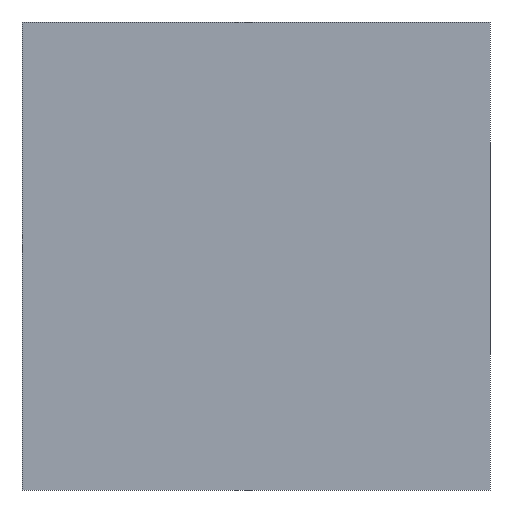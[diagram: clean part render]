
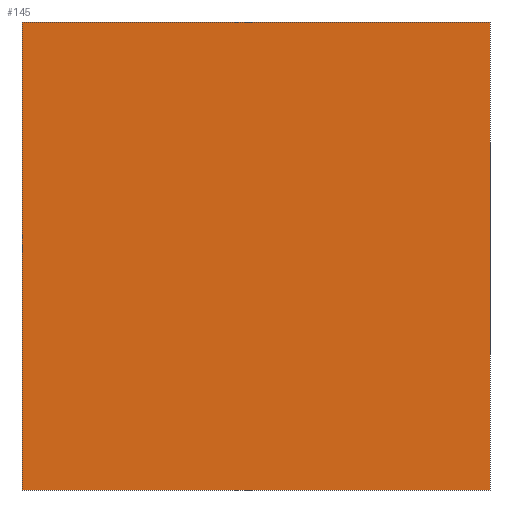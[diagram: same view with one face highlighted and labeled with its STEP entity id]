
A CAD part, left-side view. The second image highlights one B-rep face of the part: STEP entity #145.
In plain terms, the highlighted planar face has unit normal (-1, 0, 0).
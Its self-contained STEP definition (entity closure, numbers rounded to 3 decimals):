
#21 = EDGE_CURVE('',#22,#24,#26,.T.);
#22 = VERTEX_POINT('',#23);
#23 = CARTESIAN_POINT('',(-6.25,6.25,0.));
#24 = VERTEX_POINT('',#25);
#25 = CARTESIAN_POINT('',(-6.25,6.25,12.5));
#26 = LINE('',#27,#28);
#27 = CARTESIAN_POINT('',(-6.25,6.25,0.));
#28 = VECTOR('',#29,1.);
#29 = DIRECTION('',(0.,0.,1.));
#145 = ADVANCED_FACE('',(#146),#171,.T.);
#146 = FACE_BOUND('',#147,.T.);
#147 = EDGE_LOOP('',(#148,#158,#164,#165));
#148 = ORIENTED_EDGE('',*,*,#149,.T.);
#149 = EDGE_CURVE('',#150,#152,#154,.T.);
#150 = VERTEX_POINT('',#151);
#151 = CARTESIAN_POINT('',(-6.25,-6.25,0.));
#152 = VERTEX_POINT('',#153);
#153 = CARTESIAN_POINT('',(-6.25,-6.25,12.5));
#154 = LINE('',#155,#156);
#155 = CARTESIAN_POINT('',(-6.25,-6.25,0.));
#156 = VECTOR('',#157,1.);
#157 = DIRECTION('',(0.,0.,1.));
#158 = ORIENTED_EDGE('',*,*,#159,.T.);
#159 = EDGE_CURVE('',#152,#24,#160,.T.);
#160 = LINE('',#161,#162);
#161 = CARTESIAN_POINT('',(-6.25,-6.25,12.5));
#162 = VECTOR('',#163,1.);
#163 = DIRECTION('',(0.,1.,0.));
#164 = ORIENTED_EDGE('',*,*,#21,.F.);
#165 = ORIENTED_EDGE('',*,*,#166,.F.);
#166 = EDGE_CURVE('',#150,#22,#167,.T.);
#167 = LINE('',#168,#169);
#168 = CARTESIAN_POINT('',(-6.25,-6.25,0.));
#169 = VECTOR('',#170,1.);
#170 = DIRECTION('',(0.,1.,0.));
#171 = PLANE('',#172);
#172 = AXIS2_PLACEMENT_3D('',#173,#174,#175);
#173 = CARTESIAN_POINT('',(-6.25,-6.25,0.));
#174 = DIRECTION('',(-1.,0.,0.));
#175 = DIRECTION('',(0.,1.,0.));
